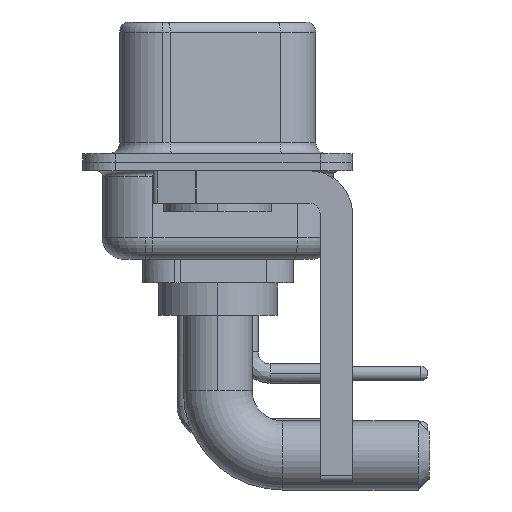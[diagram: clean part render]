
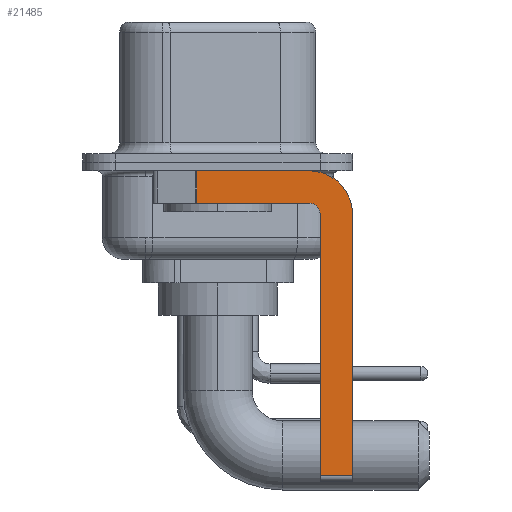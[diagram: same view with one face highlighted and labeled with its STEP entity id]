
A CAD part, left-side view. The second image highlights one B-rep face of the part: STEP entity #21485.
In plain terms, the highlighted planar face has unit normal (-1, 0, 0).
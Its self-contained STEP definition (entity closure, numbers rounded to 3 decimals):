
#231 = CARTESIAN_POINT ( 'NONE',  ( -2.9, -4.75, -2.4 ) ) ;
#1138 = VERTEX_POINT ( 'NONE', #23943 ) ;
#1393 = LINE ( 'NONE', #14947, #2274 ) ;
#1899 = EDGE_CURVE ( 'NONE', #5551, #6905, #18241, .T. ) ;
#2256 = VERTEX_POINT ( 'NONE', #11245 ) ;
#2274 = VECTOR ( 'NONE', #7064, 1000. ) ;
#2351 = CIRCLE ( 'NONE', #7412, 2. ) ;
#2411 = DIRECTION ( 'NONE',  ( 0., 0., -1. ) ) ;
#3504 = CARTESIAN_POINT ( 'NONE',  ( -2.9, -4.25, -1.9 ) ) ;
#4164 = EDGE_CURVE ( 'NONE', #1138, #4687, #8925, .T. ) ;
#4687 = VERTEX_POINT ( 'NONE', #231 ) ;
#4950 = PLANE ( 'NONE',  #13729 ) ;
#5230 = LINE ( 'NONE', #8811, #7203 ) ;
#5284 = LINE ( 'NONE', #14891, #22148 ) ;
#5471 = DIRECTION ( 'NONE',  ( 0., 0., 1. ) ) ;
#5551 = VERTEX_POINT ( 'NONE', #5726 ) ;
#5614 = CIRCLE ( 'NONE', #22531, 0.5 ) ;
#5726 = CARTESIAN_POINT ( 'NONE',  ( -2.9, -6.25, -2.4 ) ) ;
#6444 = DIRECTION ( 'NONE',  ( 1., 0., 0. ) ) ;
#6905 = VERTEX_POINT ( 'NONE', #16888 ) ;
#7064 = DIRECTION ( 'NONE',  ( 0., -1., 0. ) ) ;
#7203 = VECTOR ( 'NONE', #16342, 1000. ) ;
#7412 = AXIS2_PLACEMENT_3D ( 'NONE', #20093, #18243, #20210 ) ;
#8503 = ORIENTED_EDGE ( 'NONE', *, *, #1899, .F. ) ;
#8755 = VECTOR ( 'NONE', #5471, 1000. ) ;
#8811 = CARTESIAN_POINT ( 'NONE',  ( -2.9, -4.25, -14.55 ) ) ;
#8925 = LINE ( 'NONE', #21982, #8755 ) ;
#9102 = VECTOR ( 'NONE', #14892, 1000. ) ;
#9564 = ORIENTED_EDGE ( 'NONE', *, *, #17435, .F. ) ;
#10127 = CARTESIAN_POINT ( 'NONE',  ( -2.9, -4.25, -2.4 ) ) ;
#10651 = DIRECTION ( 'NONE',  ( -1., 0., 0. ) ) ;
#11245 = CARTESIAN_POINT ( 'NONE',  ( -2.9, 0.978, -0.4 ) ) ;
#11492 = ORIENTED_EDGE ( 'NONE', *, *, #15480, .T. ) ;
#12100 = FACE_OUTER_BOUND ( 'NONE', #16953, .T. ) ;
#12293 = CARTESIAN_POINT ( 'NONE',  ( -2.9, -4.25, -0.4 ) ) ;
#12428 = EDGE_CURVE ( 'NONE', #14912, #5551, #2351, .T. ) ;
#12600 = ORIENTED_EDGE ( 'NONE', *, *, #21173, .F. ) ;
#13729 = AXIS2_PLACEMENT_3D ( 'NONE', #10127, #6444, #17660 ) ;
#13757 = CARTESIAN_POINT ( 'NONE',  ( -2.9, 0.978, -1.9 ) ) ;
#14891 = CARTESIAN_POINT ( 'NONE',  ( -2.9, -4.25, -1.9 ) ) ;
#14892 = DIRECTION ( 'NONE',  ( 0., 0., -1. ) ) ;
#14912 = VERTEX_POINT ( 'NONE', #12293 ) ;
#14947 = CARTESIAN_POINT ( 'NONE',  ( -2.9, 3., -0.4 ) ) ;
#15287 = EDGE_CURVE ( 'NONE', #2256, #19073, #23481, .T. ) ;
#15437 = CARTESIAN_POINT ( 'NONE',  ( -2.9, 0.978, -1.9 ) ) ;
#15480 = EDGE_CURVE ( 'NONE', #1138, #6905, #5230, .T. ) ;
#16037 = ORIENTED_EDGE ( 'NONE', *, *, #15287, .T. ) ;
#16049 = ORIENTED_EDGE ( 'NONE', *, *, #16811, .F. ) ;
#16342 = DIRECTION ( 'NONE',  ( 0., -1., 0. ) ) ;
#16728 = VERTEX_POINT ( 'NONE', #3504 ) ;
#16796 = ORIENTED_EDGE ( 'NONE', *, *, #4164, .F. ) ;
#16811 = EDGE_CURVE ( 'NONE', #4687, #16728, #5614, .T. ) ;
#16888 = CARTESIAN_POINT ( 'NONE',  ( -2.9, -6.25, -14.55 ) ) ;
#16953 = EDGE_LOOP ( 'NONE', ( #12600, #16037, #9564, #16049, #16796, #11492, #8503, #22672 ) ) ;
#17435 = EDGE_CURVE ( 'NONE', #16728, #19073, #5284, .T. ) ;
#17660 = DIRECTION ( 'NONE',  ( 0., 0., -1. ) ) ;
#18241 = LINE ( 'NONE', #18476, #9102 ) ;
#18243 = DIRECTION ( 'NONE',  ( 1., 0., 0. ) ) ;
#18476 = CARTESIAN_POINT ( 'NONE',  ( -2.9, -6.25, -2.4 ) ) ;
#19073 = VERTEX_POINT ( 'NONE', #15437 ) ;
#20036 = CARTESIAN_POINT ( 'NONE',  ( -2.9, -4.25, -2.4 ) ) ;
#20093 = CARTESIAN_POINT ( 'NONE',  ( -2.9, -4.25, -2.4 ) ) ;
#20210 = DIRECTION ( 'NONE',  ( 0., 0., -1. ) ) ;
#21173 = EDGE_CURVE ( 'NONE', #2256, #14912, #1393, .T. ) ;
#21485 = ADVANCED_FACE ( 'NONE', ( #12100 ), #4950, .F. ) ;
#21982 = CARTESIAN_POINT ( 'NONE',  ( -2.9, -4.75, -14.8 ) ) ;
#22148 = VECTOR ( 'NONE', #24245, 1000. ) ;
#22531 = AXIS2_PLACEMENT_3D ( 'NONE', #20036, #10651, #24199 ) ;
#22672 = ORIENTED_EDGE ( 'NONE', *, *, #12428, .F. ) ;
#23481 = LINE ( 'NONE', #13757, #23706 ) ;
#23706 = VECTOR ( 'NONE', #2411, 1000. ) ;
#23943 = CARTESIAN_POINT ( 'NONE',  ( -2.9, -4.75, -14.55 ) ) ;
#24199 = DIRECTION ( 'NONE',  ( 0., 0., 1. ) ) ;
#24245 = DIRECTION ( 'NONE',  ( 0., 1., 0. ) ) ;
